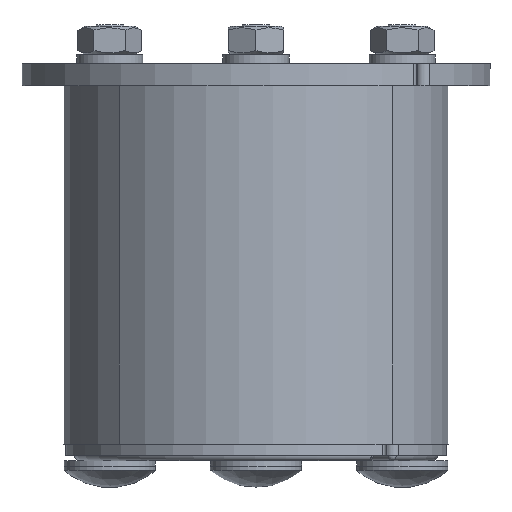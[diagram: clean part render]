
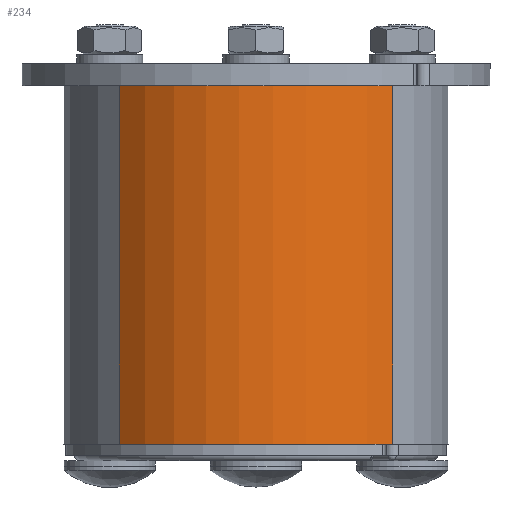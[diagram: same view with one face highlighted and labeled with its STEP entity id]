
A CAD part, left-side view. The second image highlights one B-rep face of the part: STEP entity #234.
In plain terms, the highlighted cylindrical face has radius 35 mm (diameter 70 mm), a partial arc.
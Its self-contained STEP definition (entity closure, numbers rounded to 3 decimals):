
#150=CARTESIAN_POINT('',(-24.75,24.747,-32.5));
#151=VERTEX_POINT('',#150);
#158=CARTESIAN_POINT('',(24.75,24.747,-32.5));
#159=VERTEX_POINT('',#158);
#160=CARTESIAN_POINT('',(0.0,0.0,-32.5));
#161=DIRECTION('',(0.0,0.0,-1.0));
#162=DIRECTION('',(0.707,0.707,0.0));
#163=AXIS2_PLACEMENT_3D('',#160,#161,#162);
#164=CIRCLE('',#163,35.0);
#165=EDGE_CURVE('',#151,#159,#164,.T.);
#192=CARTESIAN_POINT('',(-24.75,24.747,32.5));
#193=VERTEX_POINT('',#192);
#200=CARTESIAN_POINT('',(-24.75,24.747,-32.5));
#201=DIRECTION('',(0.0,0.0,1.0));
#202=VECTOR('',#201,65.0);
#203=LINE('',#200,#202);
#204=EDGE_CURVE('',#151,#193,#203,.T.);
#210=CARTESIAN_POINT('',(0.0,0.0,0.0));
#211=DIRECTION('',(0.0,0.0,1.0));
#212=DIRECTION('',(0.707,0.707,0.0));
#213=AXIS2_PLACEMENT_3D('',#210,#211,#212);
#214=CYLINDRICAL_SURFACE('',#213,35.0);
#215=ORIENTED_EDGE('',*,*,#204,.T.);
#216=CARTESIAN_POINT('',(24.75,24.747,32.5));
#217=VERTEX_POINT('',#216);
#218=CARTESIAN_POINT('',(0.0,0.0,32.5));
#219=DIRECTION('',(0.0,0.0,1.0));
#220=DIRECTION('',(0.707,0.707,0.0));
#221=AXIS2_PLACEMENT_3D('',#218,#219,#220);
#222=CIRCLE('',#221,35.0);
#223=EDGE_CURVE('',#217,#193,#222,.T.);
#224=ORIENTED_EDGE('',*,*,#223,.F.);
#225=CARTESIAN_POINT('',(24.75,24.747,-32.5));
#226=DIRECTION('',(0.0,0.0,1.0));
#227=VECTOR('',#226,65.0);
#228=LINE('',#225,#227);
#229=EDGE_CURVE('',#159,#217,#228,.T.);
#230=ORIENTED_EDGE('',*,*,#229,.F.);
#231=ORIENTED_EDGE('',*,*,#165,.F.);
#232=EDGE_LOOP('',(#215,#224,#230,#231));
#233=FACE_OUTER_BOUND('',#232,.T.);
#234=ADVANCED_FACE('',(#233),#214,.T.);
